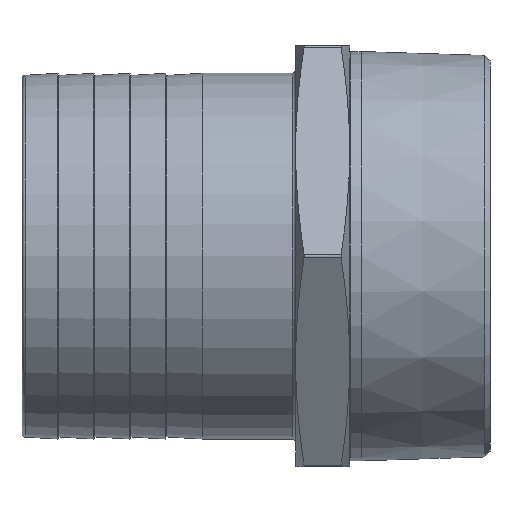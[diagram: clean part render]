
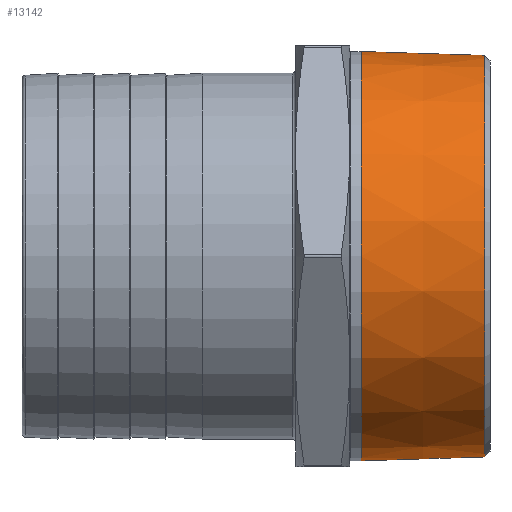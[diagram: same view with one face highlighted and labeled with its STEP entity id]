
A CAD part, front view. The second image highlights one B-rep face of the part: STEP entity #13142.
In plain terms, the highlighted conical face has half-angle 1.79 degrees and reference radius 56.515 mm.
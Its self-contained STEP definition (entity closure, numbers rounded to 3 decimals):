
#417 = AXIS2_PLACEMENT_3D ( 'NONE', #11457, #11458, #11459 ) ;
#1335 = EDGE_LOOP ( 'NONE', ( #9669 ) ) ;
#1345 = ORIENTED_EDGE ( 'NONE', *, *, #7100, .F. ) ;
#1422 = EDGE_LOOP ( 'NONE', ( #1345 ) ) ;
#1882 = CIRCLE ( 'NONE', #417, 55.769 ) ;
#1883 = VERTEX_POINT ( 'NONE', #11337 ) ;
#1893 = VERTEX_POINT ( 'NONE', #11335 ) ;
#3369 = CIRCLE ( 'NONE', #6733, 56.84 ) ;
#3627 = FACE_BOUND ( 'NONE', #1335, .T. ) ;
#3628 = FACE_OUTER_BOUND ( 'NONE', #1422, .T. ) ;
#3629 = CONICAL_SURFACE ( 'NONE', #9381, 56.515, 0.031 ) ;
#4474 = CARTESIAN_POINT ( 'NONE',  ( 21.1, 0., 0. ) ) ;
#4475 = DIRECTION ( 'NONE',  ( -1., 0., 0. ) ) ;
#4476 = DIRECTION ( 'NONE',  ( 0., 0., 1. ) ) ;
#6733 = AXIS2_PLACEMENT_3D ( 'NONE', #8378, #8380, #8381 ) ;
#7100 = EDGE_CURVE ( 'NONE', #1893, #1893, #3369, .T. ) ;
#7163 = EDGE_CURVE ( 'NONE', #1883, #1883, #1882, .T. ) ;
#8378 = CARTESIAN_POINT ( 'NONE',  ( 10.7, 0., 0. ) ) ;
#8380 = DIRECTION ( 'NONE',  ( -1., 0., 0. ) ) ;
#8381 = DIRECTION ( 'NONE',  ( 0., 0., 1. ) ) ;
#9381 = AXIS2_PLACEMENT_3D ( 'NONE', #4474, #4475, #4476 ) ;
#9669 = ORIENTED_EDGE ( 'NONE', *, *, #7163, .T. ) ;
#11335 = CARTESIAN_POINT ( 'NONE',  ( 10.7, 0., 56.84 ) ) ;
#11337 = CARTESIAN_POINT ( 'NONE',  ( 44.972, 0., 55.769 ) ) ;
#11457 = CARTESIAN_POINT ( 'NONE',  ( 44.972, 0., 0. ) ) ;
#11458 = DIRECTION ( 'NONE',  ( -1., 0., 0. ) ) ;
#11459 = DIRECTION ( 'NONE',  ( 0., 0., 1. ) ) ;
#13142 = ADVANCED_FACE ( 'NONE', ( #3627, #3628 ), #3629, .T. ) ;
